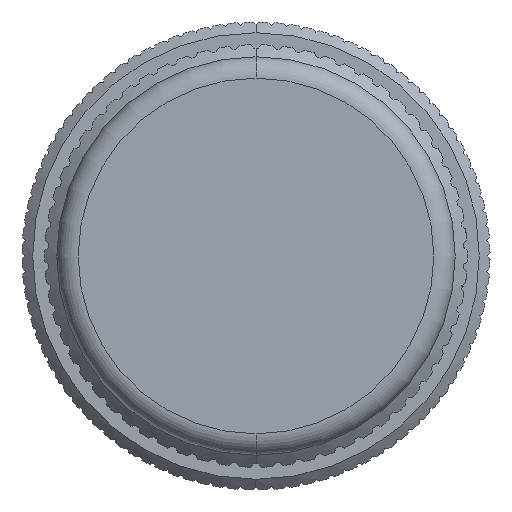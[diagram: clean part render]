
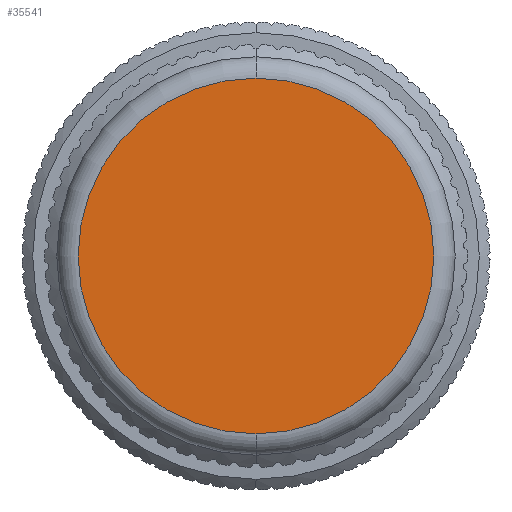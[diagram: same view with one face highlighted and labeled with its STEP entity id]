
A CAD part, left-side view. The second image highlights one B-rep face of the part: STEP entity #35541.
In plain terms, the highlighted planar face has unit normal (-1, 0, 0).
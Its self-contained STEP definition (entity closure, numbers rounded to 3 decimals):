
#605 = CIRCLE ( 'NONE', #32969, 13.3 ) ;
#5396 = EDGE_CURVE ( 'NONE', #37863, #12770, #6842, .T. ) ;
#5964 = DIRECTION ( 'NONE',  ( -1., 0., 0. ) ) ;
#6114 = ORIENTED_EDGE ( 'NONE', *, *, #5396, .T. ) ;
#6842 = CIRCLE ( 'NONE', #35773, 13.3 ) ;
#9429 = DIRECTION ( 'NONE',  ( 0., 0., 1. ) ) ;
#11221 = CARTESIAN_POINT ( 'NONE',  ( -23.07, 0., 0. ) ) ;
#11369 = DIRECTION ( 'NONE',  ( 0., 0., 1. ) ) ;
#11441 = ORIENTED_EDGE ( 'NONE', *, *, #43560, .T. ) ;
#12770 = VERTEX_POINT ( 'NONE', #43437 ) ;
#19094 = CARTESIAN_POINT ( 'NONE',  ( -23.07, 0., 0. ) ) ;
#21805 = FACE_OUTER_BOUND ( 'NONE', #33756, .T. ) ;
#24977 = PLANE ( 'NONE',  #37349 ) ;
#26080 = CARTESIAN_POINT ( 'NONE',  ( -23.07, 0., 0. ) ) ;
#32626 = DIRECTION ( 'NONE',  ( 0., 0., 1. ) ) ;
#32969 = AXIS2_PLACEMENT_3D ( 'NONE', #11221, #34925, #11369 ) ;
#33756 = EDGE_LOOP ( 'NONE', ( #11441, #6114 ) ) ;
#34925 = DIRECTION ( 'NONE',  ( -1., 0., 0. ) ) ;
#35541 = ADVANCED_FACE ( 'NONE', ( #21805 ), #24977, .F. ) ;
#35773 = AXIS2_PLACEMENT_3D ( 'NONE', #26080, #5964, #9429 ) ;
#37349 = AXIS2_PLACEMENT_3D ( 'NONE', #19094, #39369, #32626 ) ;
#37863 = VERTEX_POINT ( 'NONE', #38540 ) ;
#38540 = CARTESIAN_POINT ( 'NONE',  ( -23.07, 0., -13.3 ) ) ;
#39369 = DIRECTION ( 'NONE',  ( 1., 0., 0. ) ) ;
#43437 = CARTESIAN_POINT ( 'NONE',  ( -23.07, 0., 13.3 ) ) ;
#43560 = EDGE_CURVE ( 'NONE', #12770, #37863, #605, .T. ) ;
